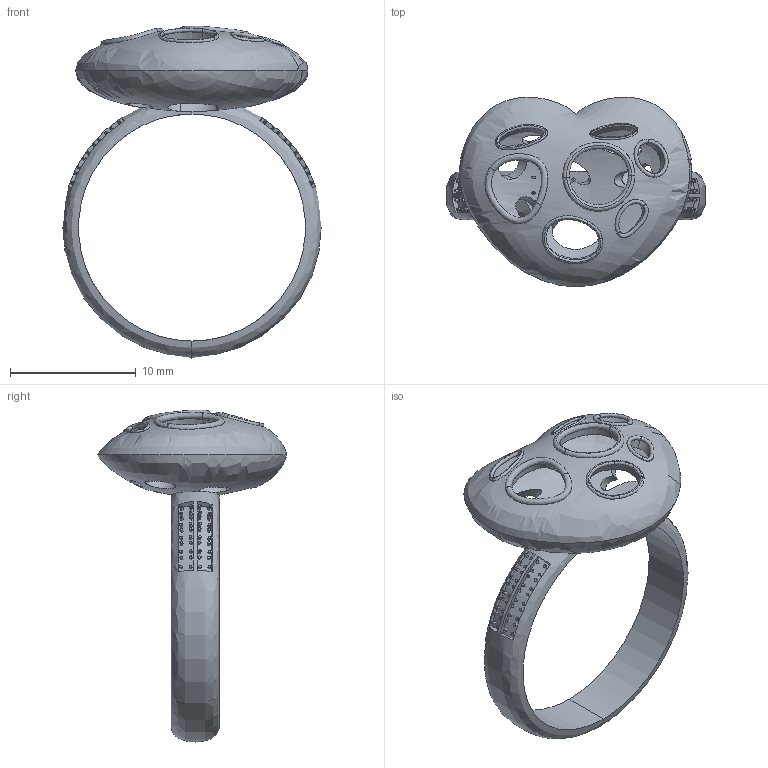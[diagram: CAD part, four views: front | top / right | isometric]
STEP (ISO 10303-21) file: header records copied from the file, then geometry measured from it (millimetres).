
FILE_DESCRIPTION(('FreeCAD Model'),'2;1');
FILE_NAME('Open CASCADE Shape Model','2025-05-04T05:57:28',('FreeCAD'),( 'FreeCAD'),'Open CASCADE STEP processor 7.6','FreeCAD','Unknown');
FILE_SCHEMA(('AUTOMOTIVE_DESIGN { 1 0 10303 214 1 1 1 1 }'));
Products named in the file (1): Open CASCADE STEP translator 7.6 1
Bounding box: 20.53 x 15.08 x 26.39 mm (x, y, z)
Volume: 513 mm3; surface area: 1539.5 mm2
Topology: 86 solids, 86 shells, 463 faces, 844 edges, 551 vertices
Faces by surface type: bspline 463
Entity records: 44889 total; most frequent: CARTESIAN_POINT 39465, ORIENTED_EDGE 1674, EDGE_CURVE 837, VERTEX_POINT 548, FACE_BOUND 497, EDGE_LOOP 497, ADVANCED_FACE 463, B_SPLINE_CURVE_WITH_KNOTS 459
